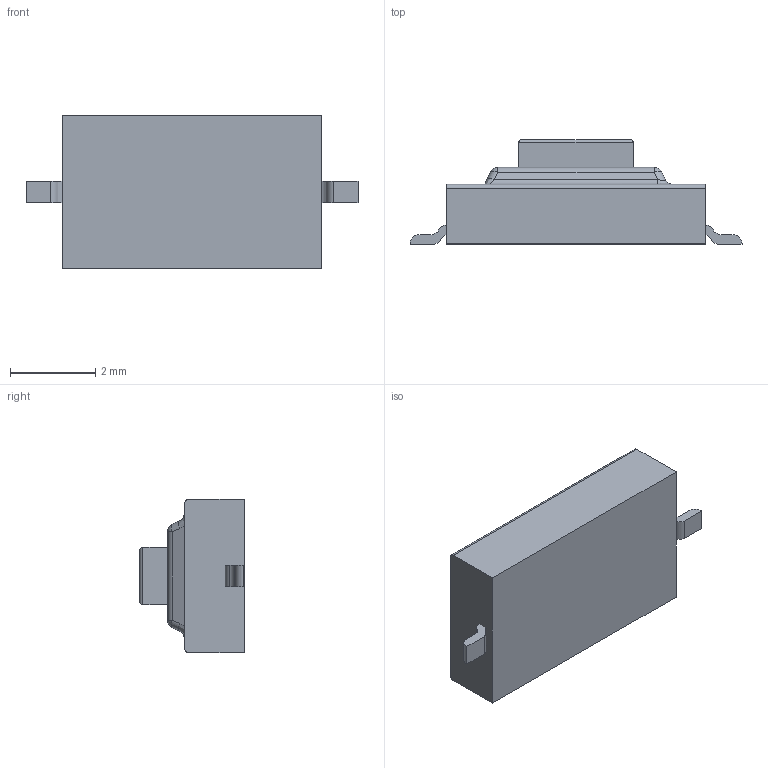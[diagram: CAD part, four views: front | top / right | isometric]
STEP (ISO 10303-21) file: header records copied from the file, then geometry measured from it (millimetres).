
FILE_DESCRIPTION(/* description */ (''),/* implementation_level */ '2;1');
FILE_NAME(/* name */ 'TactileButton(6x3,5mm)_SMD.stp',/* time_stamp */ '2020-09-12T14:10:12+02:00',/* author */ ('gabri'),/* organization */ (''),/* preprocessor_version */ 'ST-DEVELOPER v18.1',/* originating_system */ 'Autodesk Inventor 2021',/* authorisation */ '');
FILE_SCHEMA (('AUTOMOTIVE_DESIGN { 1 0 10303 214 3 1 1 }'));
Length unit declared in the file: millimetre
Products named in the file (1): Switch - Tactile (5mm)
Bounding box: 7.8 x 2.45 x 3.6 mm (x, y, z)
Volume: 37.6 mm3; surface area: 91.2 mm2
Topology: 4 solids, 4 shells, 68 faces, 155 edges, 96 vertices
Faces by surface type: plane 33, cylinder 27, sphere 4, bspline 4
Entity records: 2063 total; most frequent: CARTESIAN_POINT 434, DIRECTION 337, ORIENTED_EDGE 310, EDGE_CURVE 155, AXIS2_PLACEMENT_3D 119, LINE 99, VECTOR 99, VERTEX_POINT 96
